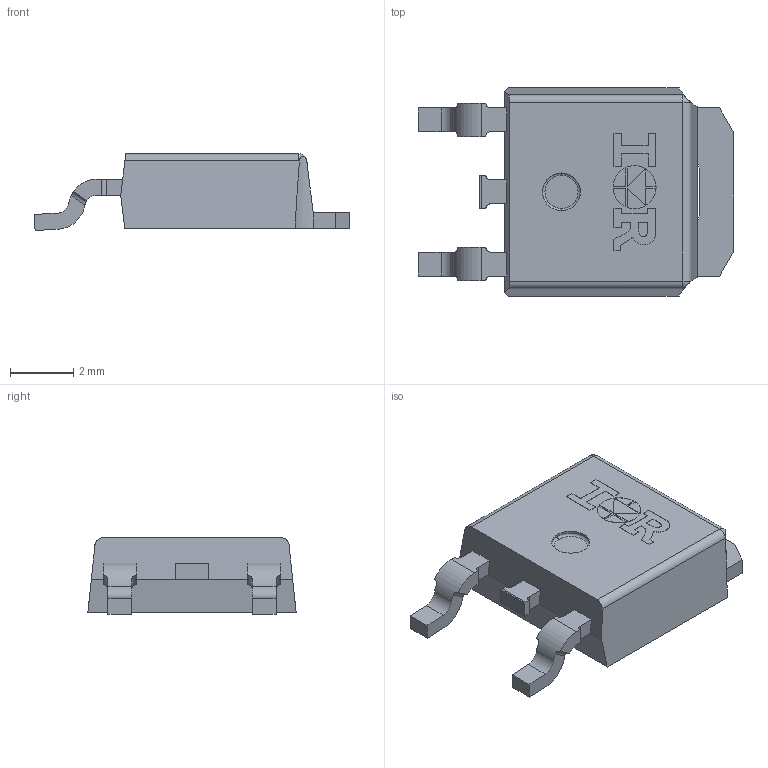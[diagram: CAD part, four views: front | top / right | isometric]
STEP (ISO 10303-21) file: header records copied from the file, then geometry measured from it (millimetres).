
FILE_DESCRIPTION(/* description */ (''),/* implementation_level */ '2;1');
FILE_NAME(/* name */ 'PG-TO252-3-31_Z8B00210470_V01_3D.stp',/* time_stamp */ '2025-03-18T18:59:22+05:30',/* author */ ('sivamani'),/* organization */ (''),/* preprocessor_version */ 'ST-DEVELOPER v19.2',/* originating_system */ 'AutoCAD Mechanical',/* authorisation */ '');
FILE_SCHEMA (('AUTOMOTIVE_DESIGN { 1 0 10303 214 3 1 1 }'));
Length unit declared in the file: millimetre
Products named in the file (1): Product
Bounding box: 10 x 6.6 x 2.44 mm (x, y, z)
Volume: 104.8 mm3; surface area: 224.7 mm2
Topology: 11 solids, 11 shells, 175 faces, 448 edges, 296 vertices
Faces by surface type: plane 120, cylinder 51, torus 2, sphere 2
Entity records: 5400 total; most frequent: CARTESIAN_POINT 1028, ORIENTED_EDGE 896, DIRECTION 890, EDGE_CURVE 448, LINE 330, VECTOR 330, VERTEX_POINT 296, AXIS2_PLACEMENT_3D 280
